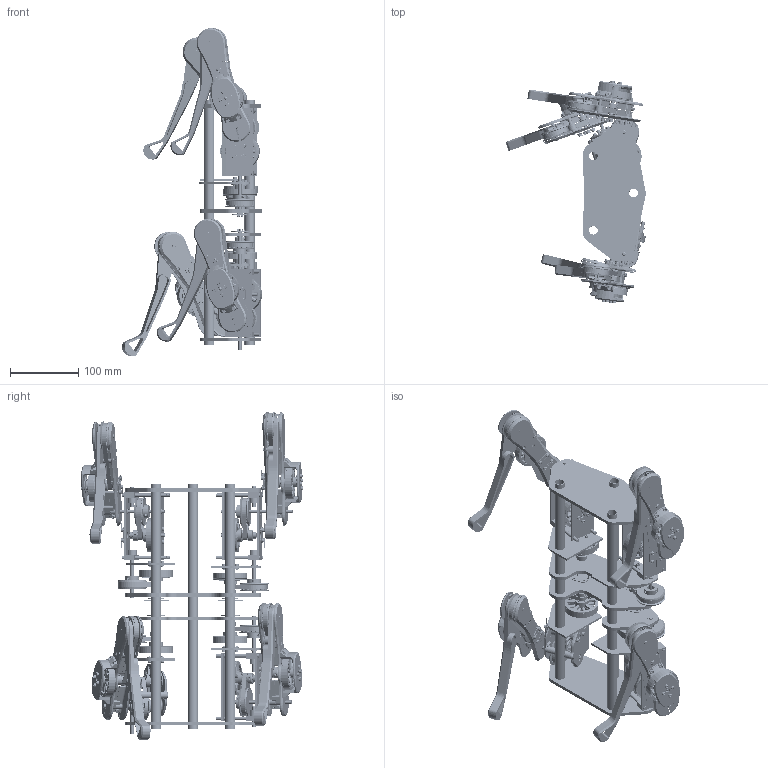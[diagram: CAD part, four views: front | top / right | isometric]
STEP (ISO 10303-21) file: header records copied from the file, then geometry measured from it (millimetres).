
FILE_DESCRIPTION(/* description */ ('Alibre Inc.'),/* implementation_level */ '2;1');
FILE_NAME(/* name */ 'export0',/* time_stamp */ '2020-10-22T01:28:20+03:00',/* author */ (''),/* organization */ (''),/* preprocessor_version */ 'ST-DEVELOPER v17',/* originating_system */ 'Alibre',/* authorisation */ '');
FILE_SCHEMA (('AUTOMOTIVE_DESIGN'));
Length unit declared in the file: millimetre
Bounding box: 205.71 x 327.15 x 481.37 mm (x, y, z)
Volume: 1286632.6 mm3; surface area: 921088.7 mm2
Topology: 400 solids, 400 shells, 14093 faces, 33594 edges, 20709 vertices
Faces by surface type: plane 6942, cylinder 5977, cone 1019, torus 79, bspline 56, sphere 12, extrusion 8
Full cylindrical faces by diameter (mm): 1 x84, 2 x75, 2.5 x96, 3 x270, 3.5 x4, 4 x104, 4.1 x8, 5 x145, 5.1 x2, 5.5 x108, 5.954 x1, 6.5 x4, 7 x7, 7.5 x4, 8 x1, 10 x76, 12.1 x4, 12.945 x6, 13 x3, 15 x18, 15.16 x12, 16 x25, 18 x8, 20 x24, 21 x4, 22 x1, 25 x12, 47.5 x12, 50 x24
Entity records: 53829 total; most frequent: CARTESIAN_POINT 11691, ORIENTED_EDGE 8388, DIRECTION 7981, EDGE_CURVE 4182, AXIS2_PLACEMENT_3D 3474, VERTEX_POINT 2681, EDGE_LOOP 2389, FACE_BOUND 2389
